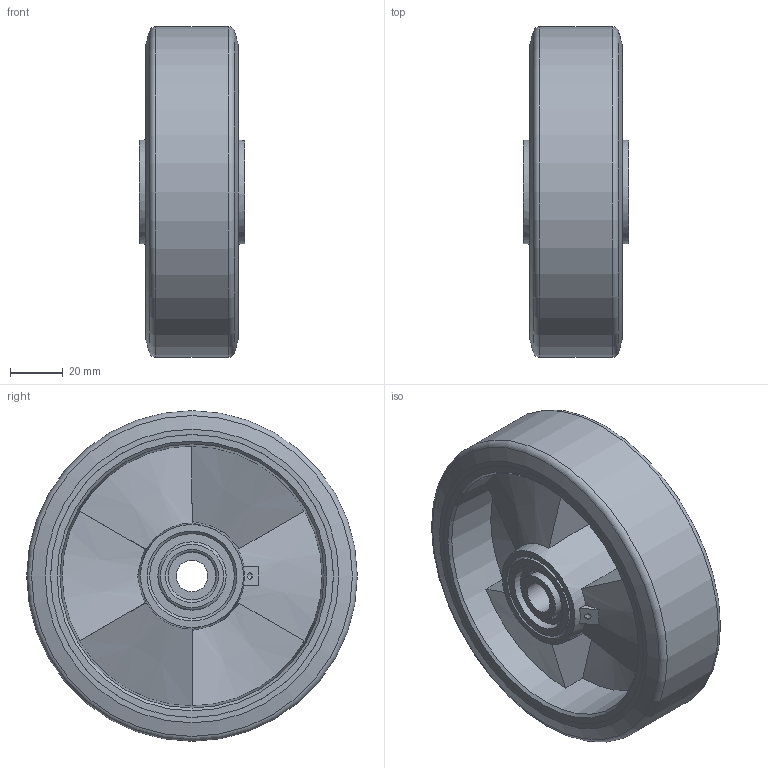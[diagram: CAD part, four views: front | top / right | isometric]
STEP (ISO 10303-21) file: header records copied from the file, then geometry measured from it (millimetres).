
FILE_DESCRIPTION( ( 'STEP AP214' ), ' ' );
FILE_NAME( '652103.stp', '2018-04-04T08:49:20', ( '' ), ( '' ), ' ', 'PARTsolutions', ' ' );
FILE_SCHEMA( ( 'AUTOMOTIVE_DESIGN { 1 0 10303 214 1 1 1 1 }' ) );
Length unit declared in the file: millimetre
Products named in the file (4): 652103; _654103; _Serie 65 AL HUB - 125-12; _Serie 65 AL S - 125-12
Assembly tree (4 placements, depth 2):
  652103
    _654103
    _Serie 65 AL HUB - 125-12  x2
    _Serie 65 AL S - 125-12
Bounding box: 40 x 125 x 125 mm (x, y, z)
Volume: 207489.8 mm3; surface area: 69389.2 mm2
Topology: 4 solids, 4 shells, 144 faces, 318 edges, 197 vertices
Faces by surface type: plane 70, cylinder 34, cone 25, torus 12, bspline 3
Full cylindrical faces by diameter (mm): 2.5 x1, 12 x2, 13 x1, 16 x1, 18 x4, 20.08 x4, 23.94 x4, 25.86 x4, 32 x4, 106.95 x2, 107 x2, 125 x1
Entity records: 4685 total; most frequent: CARTESIAN_POINT 1076, DIRECTION 525, ORIENTED_EDGE 478, EDGE_CURVE 239, AXIS2_PLACEMENT_3D 226, EDGE_LOOP 177, VERTEX_POINT 171, FACE_OUTER_BOUND 153
